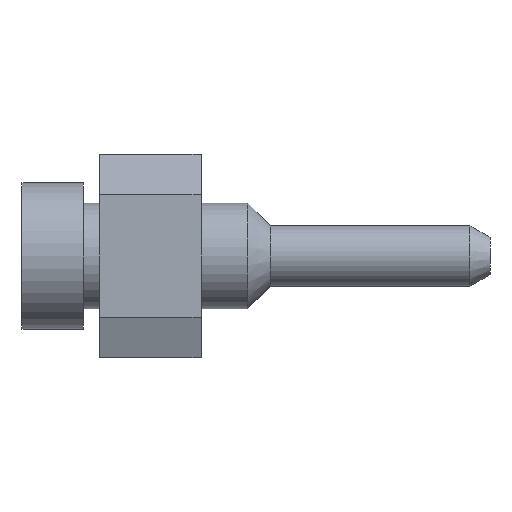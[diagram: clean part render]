
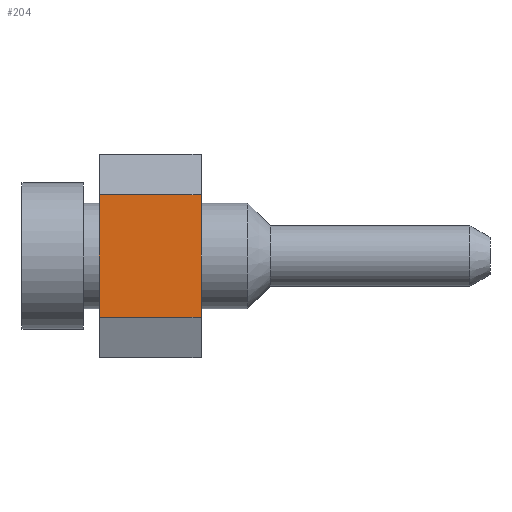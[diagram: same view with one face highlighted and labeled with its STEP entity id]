
A CAD part, left-side view. The second image highlights one B-rep face of the part: STEP entity #204.
In plain terms, the highlighted planar face has unit normal (-1, 0, 0).
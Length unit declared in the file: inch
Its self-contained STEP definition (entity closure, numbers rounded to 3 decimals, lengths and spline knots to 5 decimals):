
#204 = ADVANCED_FACE( '', ( #401 ), #402, .F. );
#401 = FACE_OUTER_BOUND( '', #590, .T. );
#402 = PLANE( '', #591 );
#590 = EDGE_LOOP( '', ( #918, #919, #920, #921 ) );
#591 = AXIS2_PLACEMENT_3D( '', #922, #923, #924 );
#918 = ORIENTED_EDGE( '', *, *, #1164, .T. );
#919 = ORIENTED_EDGE( '', *, *, #1159, .T. );
#920 = ORIENTED_EDGE( '', *, *, #1133, .F. );
#921 = ORIENTED_EDGE( '', *, *, #1087, .F. );
#922 = CARTESIAN_POINT( '', ( 0., 0.05, -0.05 ) );
#923 = DIRECTION( '', ( 1., 0., 0. ) );
#924 = DIRECTION( '', ( 0., 0., -1. ) );
#1087 = EDGE_CURVE( '', #1264, #1266, #1267, .T. );
#1133 = EDGE_CURVE( '', #1266, #1338, #1339, .T. );
#1159 = EDGE_CURVE( '', #1354, #1338, #1382, .T. );
#1164 = EDGE_CURVE( '', #1264, #1354, #1388, .T. );
#1264 = VERTEX_POINT( '', #1504 );
#1266 = VERTEX_POINT( '', #1507 );
#1267 = LINE( '', #1508, #1509 );
#1338 = VERTEX_POINT( '', #1609 );
#1339 = LINE( '', #1610, #1611 );
#1354 = VERTEX_POINT( '', #1630 );
#1382 = LINE( '', #1674, #1675 );
#1388 = LINE( '', #1682, #1683 );
#1504 = CARTESIAN_POINT( '', ( 0., 0.05, -0.03 ) );
#1507 = CARTESIAN_POINT( '', ( 0., 0.05, 0.03 ) );
#1508 = CARTESIAN_POINT( '', ( 0., 0.05, -0.05 ) );
#1509 = VECTOR( '', #1786, 39.37008 );
#1609 = CARTESIAN_POINT( '', ( 0., 0., 0.03 ) );
#1610 = CARTESIAN_POINT( '', ( 0., 0.1, 0.03 ) );
#1611 = VECTOR( '', #1831, 39.37008 );
#1630 = CARTESIAN_POINT( '', ( 0., 0., -0.03 ) );
#1674 = CARTESIAN_POINT( '', ( 0., 0., -0.05 ) );
#1675 = VECTOR( '', #1861, 39.37008 );
#1682 = CARTESIAN_POINT( '', ( 0., 0.1, -0.03 ) );
#1683 = VECTOR( '', #1866, 39.37008 );
#1786 = DIRECTION( '', ( 0., 0., 1. ) );
#1831 = DIRECTION( '', ( 0., -1., 0. ) );
#1861 = DIRECTION( '', ( 0., 0., 1. ) );
#1866 = DIRECTION( '', ( 0., -1., 0. ) );
